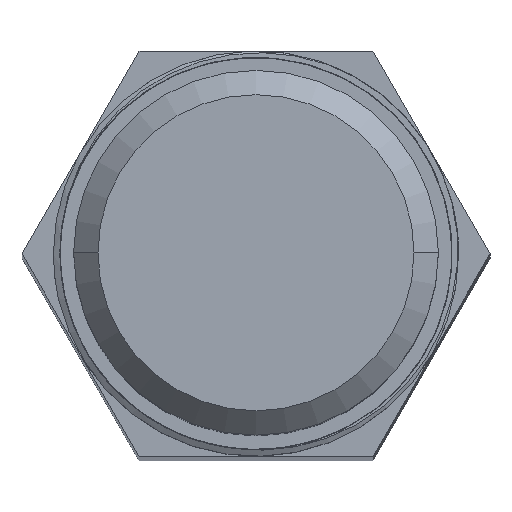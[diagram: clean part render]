
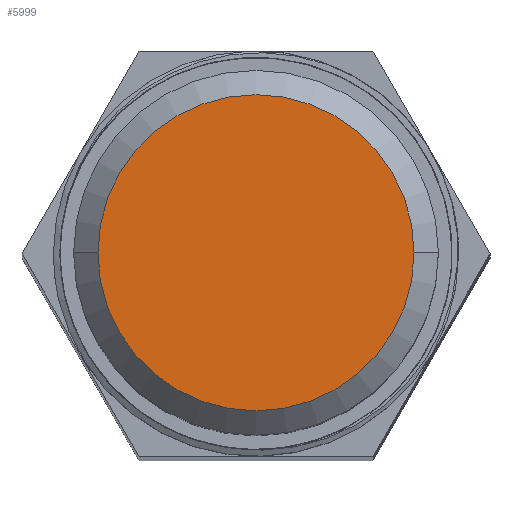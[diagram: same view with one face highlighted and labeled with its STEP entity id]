
A CAD part, top view. The second image highlights one B-rep face of the part: STEP entity #5999.
In plain terms, the highlighted planar face has unit normal (0, 0, 1).
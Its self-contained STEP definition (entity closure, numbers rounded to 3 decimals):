
#281 = EDGE_CURVE ( 'NONE', #5495, #3465, #2612, .T. ) ;
#449 = CIRCLE ( 'NONE', #6280, 19.5 ) ;
#521 = AXIS2_PLACEMENT_3D ( 'NONE', #2192, #5387, #5841 ) ;
#907 = EDGE_LOOP ( 'NONE', ( #5621, #3520 ) ) ;
#1494 = PLANE ( 'NONE',  #6373 ) ;
#1954 = DIRECTION ( 'NONE',  ( 0., 0., 1. ) ) ;
#2097 = DIRECTION ( 'NONE',  ( 0., 0., -1. ) ) ;
#2192 = CARTESIAN_POINT ( 'NONE',  ( 0., 0., 230. ) ) ;
#2612 = CIRCLE ( 'NONE', #521, 19.5 ) ;
#2905 = CARTESIAN_POINT ( 'NONE',  ( 0., 0., 230. ) ) ;
#3036 = CARTESIAN_POINT ( 'NONE',  ( 0., 0., 230. ) ) ;
#3465 = VERTEX_POINT ( 'NONE', #4716 ) ;
#3520 = ORIENTED_EDGE ( 'NONE', *, *, #5570, .T. ) ;
#4548 = DIRECTION ( 'NONE',  ( -1., 0., 0. ) ) ;
#4716 = CARTESIAN_POINT ( 'NONE',  ( 19.5, 0., 230. ) ) ;
#5157 = DIRECTION ( 'NONE',  ( -1., 0., 0. ) ) ;
#5387 = DIRECTION ( 'NONE',  ( 0., 0., 1. ) ) ;
#5495 = VERTEX_POINT ( 'NONE', #6774 ) ;
#5570 = EDGE_CURVE ( 'NONE', #3465, #5495, #449, .T. ) ;
#5621 = ORIENTED_EDGE ( 'NONE', *, *, #281, .T. ) ;
#5841 = DIRECTION ( 'NONE',  ( -1., 0., 0. ) ) ;
#5877 = FACE_OUTER_BOUND ( 'NONE', #907, .T. ) ;
#5999 = ADVANCED_FACE ( 'NONE', ( #5877 ), #1494, .F. ) ;
#6280 = AXIS2_PLACEMENT_3D ( 'NONE', #2905, #1954, #4548 ) ;
#6373 = AXIS2_PLACEMENT_3D ( 'NONE', #3036, #2097, #5157 ) ;
#6774 = CARTESIAN_POINT ( 'NONE',  ( -19.5, 0., 230. ) ) ;
